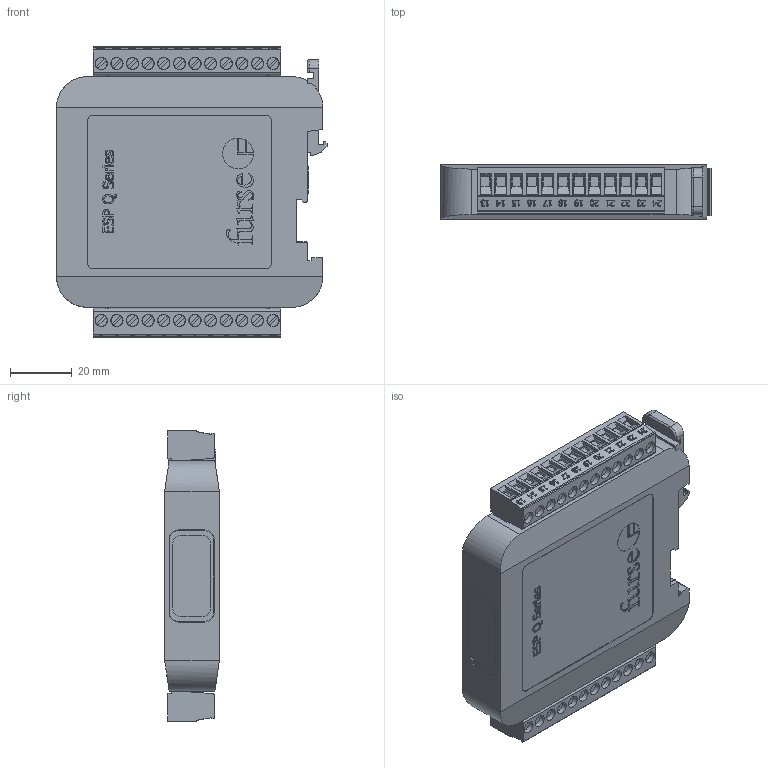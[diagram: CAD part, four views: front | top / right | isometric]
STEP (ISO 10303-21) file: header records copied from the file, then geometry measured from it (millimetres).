
FILE_DESCRIPTION(/* description */ ('ESP Q-Series'),/* implementation_level */ '2;1');
FILE_NAME(/* name */ 'ESP Q-Series.stp',/* time_stamp */ '2014-02-14T15:11:07+00:00',/* author */ ('N. Brown'),/* organization */ ('W.J.Furse'),/* preprocessor_version */ 'ST-DEVELOPER v15.2',/* originating_system */ 'Autodesk Inventor 2014',/* authorisation */ '');
FILE_SCHEMA (('AUTOMOTIVE_DESIGN { 1 0 10303 214 3 1 1 }'));
Products named in the file (1): ESP Q-Series
Bounding box: 88.1 x 17.8 x 94.4 mm (x, y, z)
Volume: 120223.4 mm3; surface area: 32157.1 mm2
Topology: 1 solids, 50 shells, 2293 faces, 5939 edges, 3877 vertices
Faces by surface type: plane 1584, bspline 484, cylinder 222, torus 2, cone 1
Full cylindrical faces by diameter (mm): 1.4 x24, 2.8 x22, 3.783 x24, 4 x24, 9.5 x1, 10 x1
Entity records: 74971 total; most frequent: CARTESIAN_POINT 19914, ORIENTED_EDGE 11628, DIRECTION 9082, EDGE_CURVE 5814, LINE 4200, VECTOR 4200, VERTEX_POINT 3851, EDGE_LOOP 2583
